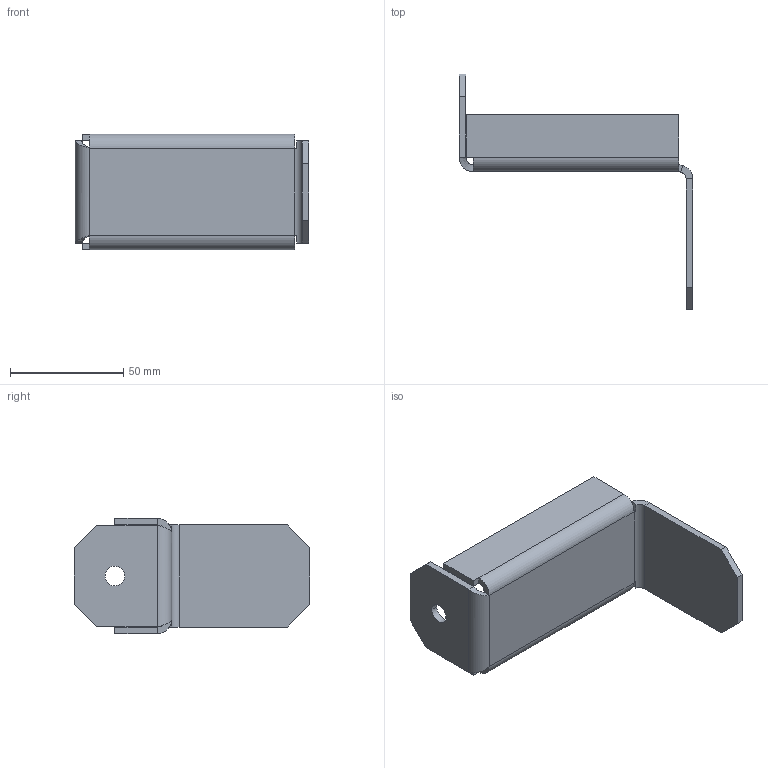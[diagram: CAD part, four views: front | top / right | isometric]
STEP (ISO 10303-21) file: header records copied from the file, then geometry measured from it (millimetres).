
FILE_DESCRIPTION (( 'STEP AP214' ), '1' );
FILE_NAME ('4-3791-6241 Ïðèæèì øëàíãîâ.STEP', '2021-06-02T11:47:01', ( '' ), ( '' ), 'SwSTEP 2.0', 'SolidWorks 2021', '' );
FILE_SCHEMA (( 'AUTOMOTIVE_DESIGN' ));
Length unit declared in the file: millimetre
Products named in the file (1): 4-3791-6241 Ïðèæèì øëàíãîâ
Bounding box: 103 x 104 x 51 mm (x, y, z)
Volume: 38889 mm3; surface area: 27787.1 mm2
Topology: 1 solids, 1 shells, 54 faces, 124 edges, 72 vertices
Faces by surface type: plane 42, cylinder 10, bspline 2
Entity records: 1570 total; most frequent: CARTESIAN_POINT 333, ORIENTED_EDGE 248, DIRECTION 242, EDGE_CURVE 124, LINE 96, VECTOR 96, AXIS2_PLACEMENT_3D 73, VERTEX_POINT 72
